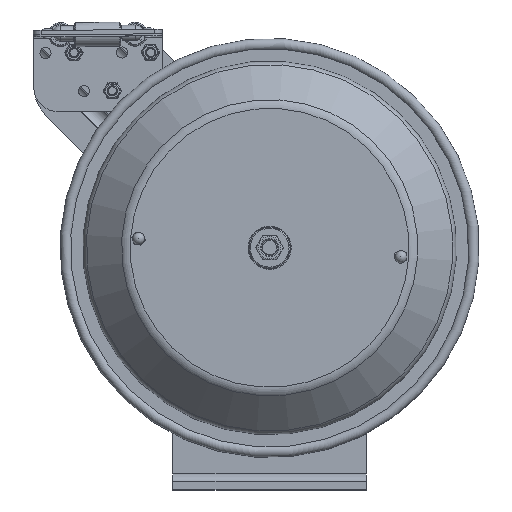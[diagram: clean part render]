
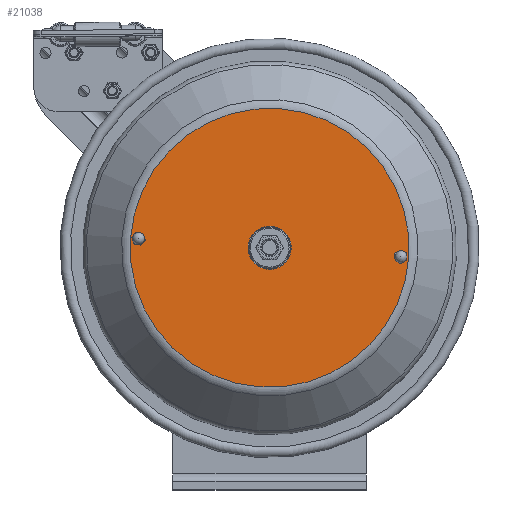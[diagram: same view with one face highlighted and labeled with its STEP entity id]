
A CAD part, top view. The second image highlights one B-rep face of the part: STEP entity #21038.
In plain terms, the highlighted planar face has unit normal (0, 0, 1).
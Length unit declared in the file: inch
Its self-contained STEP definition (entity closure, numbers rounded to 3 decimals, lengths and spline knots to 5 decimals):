
#746=FACE_BOUND('',#4243,.T.);
#747=FACE_BOUND('',#4244,.T.);
#748=FACE_BOUND('',#4245,.T.);
#1976=CIRCLE('',#23419,4.325);
#1977=CIRCLE('',#23420,4.325);
#1979=CIRCLE('',#23423,0.67);
#1980=CIRCLE('',#23424,0.67);
#1981=CIRCLE('',#23425,0.11);
#1982=CIRCLE('',#23426,0.11);
#3170=FACE_OUTER_BOUND('',#4242,.T.);
#4242=EDGE_LOOP('',(#18294,#18295));
#4243=EDGE_LOOP('',(#18296,#18297));
#4244=EDGE_LOOP('',(#18298));
#4245=EDGE_LOOP('',(#18299));
#9943=VERTEX_POINT('',#37239);
#9944=VERTEX_POINT('',#37240);
#9945=VERTEX_POINT('',#37245);
#9946=VERTEX_POINT('',#37246);
#9947=VERTEX_POINT('',#37249);
#9948=VERTEX_POINT('',#37251);
#13193=EDGE_CURVE('',#9943,#9944,#1976,.T.);
#13194=EDGE_CURVE('',#9944,#9943,#1977,.T.);
#13196=EDGE_CURVE('',#9945,#9946,#1979,.T.);
#13197=EDGE_CURVE('',#9946,#9945,#1980,.T.);
#13198=EDGE_CURVE('',#9947,#9947,#1981,.T.);
#13199=EDGE_CURVE('',#9948,#9948,#1982,.T.);
#18294=ORIENTED_EDGE('',*,*,#13193,.T.);
#18295=ORIENTED_EDGE('',*,*,#13194,.T.);
#18296=ORIENTED_EDGE('',*,*,#13196,.F.);
#18297=ORIENTED_EDGE('',*,*,#13197,.F.);
#18298=ORIENTED_EDGE('',*,*,#13198,.T.);
#18299=ORIENTED_EDGE('',*,*,#13199,.T.);
#19235=PLANE('',#23422);
#21038=ADVANCED_FACE('',(#3170,#746,#747,#748),#19235,.T.);
#23419=AXIS2_PLACEMENT_3D('',#37241,#29223,#29224);
#23420=AXIS2_PLACEMENT_3D('',#37242,#29225,#29226);
#23422=AXIS2_PLACEMENT_3D('',#37244,#29229,#29230);
#23423=AXIS2_PLACEMENT_3D('',#37247,#29231,#29232);
#23424=AXIS2_PLACEMENT_3D('',#37248,#29233,#29234);
#23425=AXIS2_PLACEMENT_3D('',#37250,#29235,#29236);
#23426=AXIS2_PLACEMENT_3D('',#37252,#29237,#29238);
#29223=DIRECTION('center_axis',(0.,0.,
1.));
#29224=DIRECTION('ref_axis',(0.998,-0.069,0.));
#29225=DIRECTION('center_axis',(0.,0.,
1.));
#29226=DIRECTION('ref_axis',(0.998,-0.069,0.));
#29229=DIRECTION('center_axis',(0.,0.,
1.));
#29230=DIRECTION('ref_axis',(0.069,0.998,0.));
#29231=DIRECTION('center_axis',(0.,0.,
1.));
#29232=DIRECTION('ref_axis',(0.998,-0.069,0.));
#29233=DIRECTION('center_axis',(0.,0.,
1.));
#29234=DIRECTION('ref_axis',(0.998,-0.069,0.));
#29235=DIRECTION('center_axis',(0.,0.,
-1.));
#29236=DIRECTION('ref_axis',(-0.998,0.069,0.));
#29237=DIRECTION('center_axis',(0.,0.,
-1.));
#29238=DIRECTION('ref_axis',(-0.998,0.069,0.));
#37239=CARTESIAN_POINT('',(4.31456,-0.30028,6.6361));
#37240=CARTESIAN_POINT('',(-0.30028,-4.31456,6.6361));
#37241=CARTESIAN_POINT('Origin',(0.,0.,
6.6361));
#37242=CARTESIAN_POINT('Origin',(0.,0.,
6.6361));
#37244=CARTESIAN_POINT('Origin',(2.49147,-0.1734,6.6361));
#37245=CARTESIAN_POINT('',(0.66838,-0.04652,6.6361));
#37246=CARTESIAN_POINT('',(-0.66838,0.04652,6.6361));
#37247=CARTESIAN_POINT('Origin',(0.,0.,
6.6361));
#37248=CARTESIAN_POINT('Origin',(0.,0.,
6.6361));
#37249=CARTESIAN_POINT('',(3.95543,-0.27528,6.6361));
#37250=CARTESIAN_POINT('Origin',(4.06517,-0.28292,6.6361));
#37251=CARTESIAN_POINT('',(-4.1749,0.29056,6.6361));
#37252=CARTESIAN_POINT('Origin',(-4.06517,0.28292,6.6361));
